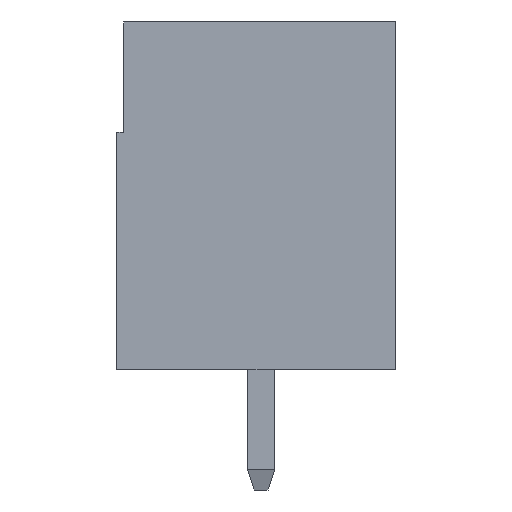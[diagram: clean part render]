
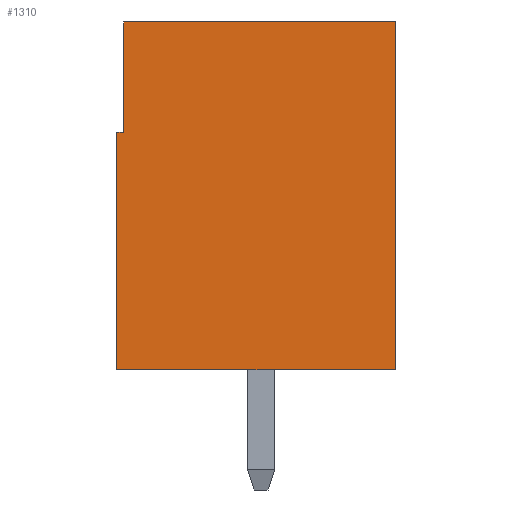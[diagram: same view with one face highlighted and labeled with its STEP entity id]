
A CAD part, left-side view. The second image highlights one B-rep face of the part: STEP entity #1310.
In plain terms, the highlighted planar face has unit normal (-1, 0, 0).
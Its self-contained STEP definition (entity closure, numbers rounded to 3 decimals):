
#1310 = ADVANCED_FACE( '', ( #3046 ), #3047, .T. );
#3046 = FACE_OUTER_BOUND( '', #5315, .T. );
#3047 = PLANE( '', #5316 );
#5315 = EDGE_LOOP( '', ( #8875, #8876, #8877, #8878, #8879, #8880 ) );
#5316 = AXIS2_PLACEMENT_3D( '', #8881, #8882, #8883 );
#8875 = ORIENTED_EDGE( '', *, *, #14938, .T. );
#8876 = ORIENTED_EDGE( '', *, *, #14686, .T. );
#8877 = ORIENTED_EDGE( '', *, *, #14191, .T. );
#8878 = ORIENTED_EDGE( '', *, *, #14939, .T. );
#8879 = ORIENTED_EDGE( '', *, *, #14940, .T. );
#8880 = ORIENTED_EDGE( '', *, *, #14941, .T. );
#8881 = CARTESIAN_POINT( '', ( -21.05, 0., 0. ) );
#8882 = DIRECTION( '', ( -1., 0., 0. ) );
#8883 = DIRECTION( '', ( 0., 0., 1. ) );
#14191 = EDGE_CURVE( '', #17206, #17204, #17207, .T. );
#14686 = EDGE_CURVE( '', #18054, #17206, #18055, .T. );
#14938 = EDGE_CURVE( '', #18458, #18054, #18459, .T. );
#14939 = EDGE_CURVE( '', #17204, #18460, #18461, .T. );
#14940 = EDGE_CURVE( '', #18460, #18462, #18463, .T. );
#14941 = EDGE_CURVE( '', #18462, #18458, #18464, .T. );
#17204 = VERTEX_POINT( '', #21527 );
#17206 = VERTEX_POINT( '', #21530 );
#17207 = LINE( '', #21531, #21532 );
#18054 = VERTEX_POINT( '', #22762 );
#18055 = LINE( '', #22763, #22764 );
#18458 = VERTEX_POINT( '', #23369 );
#18459 = LINE( '', #23370, #23371 );
#18460 = VERTEX_POINT( '', #23372 );
#18461 = LINE( '', #23373, #23374 );
#18462 = VERTEX_POINT( '', #23375 );
#18463 = LINE( '', #23376, #23377 );
#18464 = LINE( '', #23378, #23379 );
#21527 = CARTESIAN_POINT( '', ( -21.05, 3.85, 1.85 ) );
#21530 = CARTESIAN_POINT( '', ( -21.05, 3.85, 5.05 ) );
#21531 = CARTESIAN_POINT( '', ( -21.05, 3.85, 5.05 ) );
#21532 = VECTOR( '', #26680, 1000. );
#22762 = CARTESIAN_POINT( '', ( -21.05, -4.05, 5.05 ) );
#22763 = CARTESIAN_POINT( '', ( -21.05, -4.05, 5.05 ) );
#22764 = VECTOR( '', #27133, 1000. );
#23369 = CARTESIAN_POINT( '', ( -21.05, -4.05, -5.05 ) );
#23370 = CARTESIAN_POINT( '', ( -21.05, -4.05, -5.05 ) );
#23371 = VECTOR( '', #27369, 1000. );
#23372 = CARTESIAN_POINT( '', ( -21.05, 4.05, 1.85 ) );
#23373 = CARTESIAN_POINT( '', ( -21.05, 3.85, 1.85 ) );
#23374 = VECTOR( '', #27370, 1000. );
#23375 = CARTESIAN_POINT( '', ( -21.05, 4.05, -5.05 ) );
#23376 = CARTESIAN_POINT( '', ( -21.05, 4.05, 1.85 ) );
#23377 = VECTOR( '', #27371, 1000. );
#23378 = CARTESIAN_POINT( '', ( -21.05, 4.05, -5.05 ) );
#23379 = VECTOR( '', #27372, 1000. );
#26680 = DIRECTION( '', ( 0., 0., -1. ) );
#27133 = DIRECTION( '', ( 0., 1., 0. ) );
#27369 = DIRECTION( '', ( 0., 0., 1. ) );
#27370 = DIRECTION( '', ( 0., 1., 0. ) );
#27371 = DIRECTION( '', ( 0., 0., -1. ) );
#27372 = DIRECTION( '', ( 0., -1., 0. ) );
